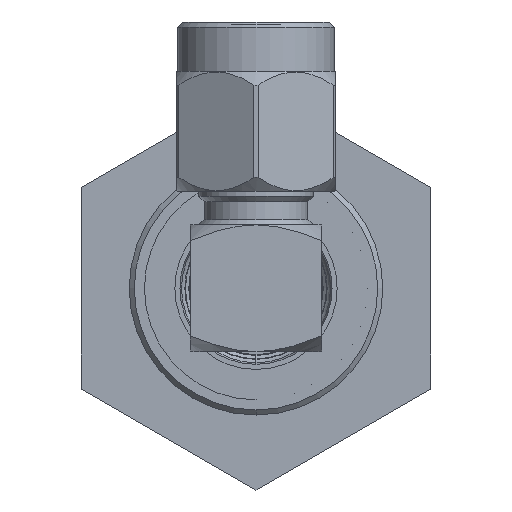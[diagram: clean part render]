
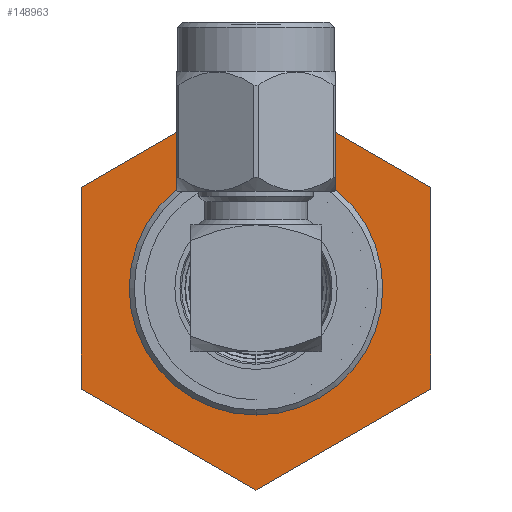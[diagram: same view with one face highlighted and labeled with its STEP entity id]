
A CAD part, left-side view. The second image highlights one B-rep face of the part: STEP entity #148963.
In plain terms, the highlighted face is planar.
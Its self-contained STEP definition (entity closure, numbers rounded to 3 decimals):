
#3299 = CARTESIAN_POINT ( 'NONE',  ( 12.857, 5.052, 8.75 ) ) ;
#4335 = CARTESIAN_POINT ( 'NONE',  ( 12.857, -6.35, 0. ) ) ;
#5643 = EDGE_LOOP ( 'NONE', ( #25879, #13076, #12128, #151732, #41605, #115638 ) ) ;
#10194 = AXIS2_PLACEMENT_3D ( 'NONE', #152544, #35313, #38925 ) ;
#10793 = VERTEX_POINT ( 'NONE', #135162 ) ;
#11555 = CIRCLE ( 'NONE', #58603, 6.35 ) ;
#12128 = ORIENTED_EDGE ( 'NONE', *, *, #64774, .T. ) ;
#13076 = ORIENTED_EDGE ( 'NONE', *, *, #55076, .T. ) ;
#14744 = DIRECTION ( 'NONE',  ( 0., 1., 0. ) ) ;
#17567 = CARTESIAN_POINT ( 'NONE',  ( 12.857, 5.052, 8.75 ) ) ;
#19065 = EDGE_CURVE ( 'NONE', #62109, #124002, #50422, .T. ) ;
#23843 = VECTOR ( 'NONE', #14744, 1000. ) ;
#24543 = CARTESIAN_POINT ( 'NONE',  ( 12.857, 10.104, 0. ) ) ;
#25867 = VECTOR ( 'NONE', #46110, 1000. ) ;
#25879 = ORIENTED_EDGE ( 'NONE', *, *, #19065, .T. ) ;
#27284 = CARTESIAN_POINT ( 'NONE',  ( 12.857, 6.35, 0. ) ) ;
#29741 = EDGE_CURVE ( 'NONE', #77878, #62109, #60017, .T. ) ;
#32024 = CARTESIAN_POINT ( 'NONE',  ( 12.857, 10.104, 0. ) ) ;
#35313 = DIRECTION ( 'NONE',  ( -1., 0., 0. ) ) ;
#38925 = DIRECTION ( 'NONE',  ( 0., -1., 0. ) ) ;
#38943 = VECTOR ( 'NONE', #49867, 1000. ) ;
#41605 = ORIENTED_EDGE ( 'NONE', *, *, #147532, .T. ) ;
#46110 = DIRECTION ( 'NONE',  ( 0., 0.5, -0.866 ) ) ;
#47150 = ORIENTED_EDGE ( 'NONE', *, *, #101420, .T. ) ;
#49670 = CARTESIAN_POINT ( 'NONE',  ( 12.857, 5.052, -8.75 ) ) ;
#49867 = DIRECTION ( 'NONE',  ( 0., -0.5, 0.866 ) ) ;
#50422 = LINE ( 'NONE', #49670, #23843 ) ;
#52929 = DIRECTION ( 'NONE',  ( -1., 0., 0. ) ) ;
#55076 = EDGE_CURVE ( 'NONE', #124002, #81450, #120020, .T. ) ;
#58603 = AXIS2_PLACEMENT_3D ( 'NONE', #112098, #148629, #124560 ) ;
#58831 = AXIS2_PLACEMENT_3D ( 'NONE', #111933, #52929, #100274 ) ;
#59072 = VERTEX_POINT ( 'NONE', #27284 ) ;
#60017 = LINE ( 'NONE', #152478, #25867 ) ;
#62109 = VERTEX_POINT ( 'NONE', #147242 ) ;
#64774 = EDGE_CURVE ( 'NONE', #81450, #117266, #109628, .T. ) ;
#67937 = VERTEX_POINT ( 'NONE', #4335 ) ;
#73831 = PLANE ( 'NONE',  #10194 ) ;
#75165 = ORIENTED_EDGE ( 'NONE', *, *, #107547, .T. ) ;
#77207 = DIRECTION ( 'NONE',  ( 0., -1., 0. ) ) ;
#77827 = CARTESIAN_POINT ( 'NONE',  ( 12.857, 5.052, -8.75 ) ) ;
#77878 = VERTEX_POINT ( 'NONE', #101107 ) ;
#77969 = CARTESIAN_POINT ( 'NONE',  ( 12.857, -5.052, 8.75 ) ) ;
#81450 = VERTEX_POINT ( 'NONE', #32024 ) ;
#100274 = DIRECTION ( 'NONE',  ( 0., -1., 0. ) ) ;
#101107 = CARTESIAN_POINT ( 'NONE',  ( 12.857, -10.104, 0. ) ) ;
#101420 = EDGE_CURVE ( 'NONE', #59072, #67937, #11555, .T. ) ;
#107547 = EDGE_CURVE ( 'NONE', #67937, #59072, #125824, .T. ) ;
#109628 = LINE ( 'NONE', #3299, #38943 ) ;
#111397 = LINE ( 'NONE', #77969, #145776 ) ;
#111933 = CARTESIAN_POINT ( 'NONE',  ( 12.857, 0., 0. ) ) ;
#112098 = CARTESIAN_POINT ( 'NONE',  ( 12.857, 0., 0. ) ) ;
#115638 = ORIENTED_EDGE ( 'NONE', *, *, #29741, .T. ) ;
#117266 = VERTEX_POINT ( 'NONE', #17567 ) ;
#118408 = FACE_OUTER_BOUND ( 'NONE', #5643, .T. ) ;
#119268 = DIRECTION ( 'NONE',  ( 0., 0.5, 0.866 ) ) ;
#120020 = LINE ( 'NONE', #24543, #124099 ) ;
#121272 = FACE_BOUND ( 'NONE', #144888, .T. ) ;
#124002 = VERTEX_POINT ( 'NONE', #77827 ) ;
#124099 = VECTOR ( 'NONE', #119268, 1000. ) ;
#124560 = DIRECTION ( 'NONE',  ( 0., -1., 0. ) ) ;
#125824 = CIRCLE ( 'NONE', #58831, 6.35 ) ;
#133514 = EDGE_CURVE ( 'NONE', #117266, #10793, #111397, .T. ) ;
#134431 = VECTOR ( 'NONE', #135096, 1000. ) ;
#135096 = DIRECTION ( 'NONE',  ( 0., -0.5, -0.866 ) ) ;
#135162 = CARTESIAN_POINT ( 'NONE',  ( 12.857, -5.052, 8.75 ) ) ;
#137390 = LINE ( 'NONE', #148324, #134431 ) ;
#144888 = EDGE_LOOP ( 'NONE', ( #75165, #47150 ) ) ;
#145776 = VECTOR ( 'NONE', #77207, 1000. ) ;
#147242 = CARTESIAN_POINT ( 'NONE',  ( 12.857, -5.052, -8.75 ) ) ;
#147532 = EDGE_CURVE ( 'NONE', #10793, #77878, #137390, .T. ) ;
#148324 = CARTESIAN_POINT ( 'NONE',  ( 12.857, -10.104, 0. ) ) ;
#148629 = DIRECTION ( 'NONE',  ( -1., 0., 0. ) ) ;
#148963 = ADVANCED_FACE ( 'NONE', ( #121272, #118408 ), #73831, .F. ) ;
#151732 = ORIENTED_EDGE ( 'NONE', *, *, #133514, .T. ) ;
#152478 = CARTESIAN_POINT ( 'NONE',  ( 12.857, -5.052, -8.75 ) ) ;
#152544 = CARTESIAN_POINT ( 'NONE',  ( 12.857, 12.7, 0. ) ) ;
